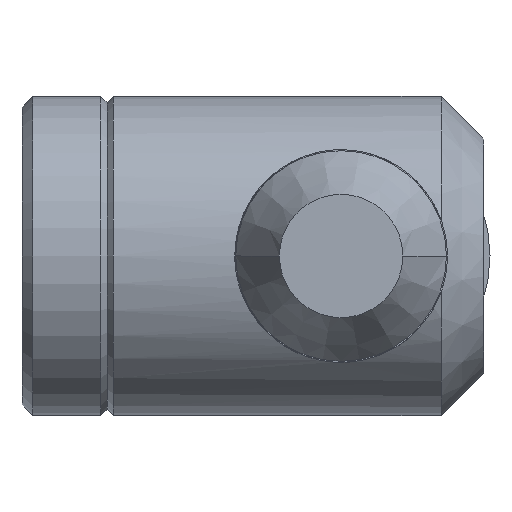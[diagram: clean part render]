
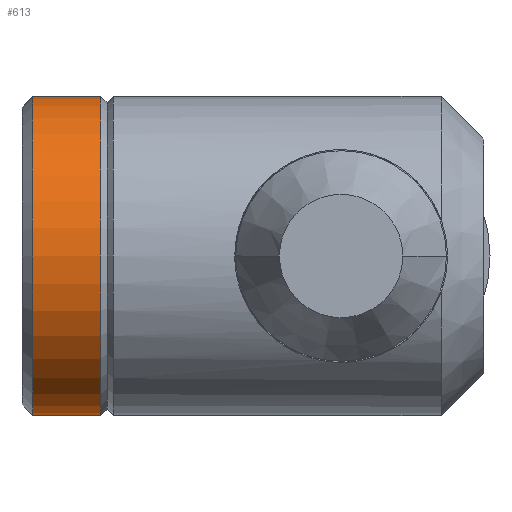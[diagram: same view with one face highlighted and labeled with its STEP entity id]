
A CAD part, left-side view. The second image highlights one B-rep face of the part: STEP entity #613.
In plain terms, the highlighted cylindrical face has radius 7.5 mm (diameter 15 mm), a partial arc.
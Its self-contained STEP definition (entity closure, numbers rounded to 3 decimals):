
#69 = DIRECTION ( 'NONE',  ( 0., 0., 1. ) ) ;
#83 = CARTESIAN_POINT ( 'NONE',  ( 0., 0., 0. ) ) ;
#119 = EDGE_CURVE ( 'NONE', #484, #1437, #394, .T. ) ;
#128 = EDGE_LOOP ( 'NONE', ( #287, #1154, #480, #964 ) ) ;
#168 = CARTESIAN_POINT ( 'NONE',  ( 0., -3.7, -7.5 ) ) ;
#254 = DIRECTION ( 'NONE',  ( 0., -1., 0. ) ) ;
#263 = LINE ( 'NONE', #1747, #610 ) ;
#287 = ORIENTED_EDGE ( 'NONE', *, *, #852, .T. ) ;
#394 = LINE ( 'NONE', #1942, #2110 ) ;
#480 = ORIENTED_EDGE ( 'NONE', *, *, #916, .F. ) ;
#484 = VERTEX_POINT ( 'NONE', #1537 ) ;
#572 = FACE_OUTER_BOUND ( 'NONE', #128, .T. ) ;
#591 = DIRECTION ( 'NONE',  ( 0., -1., 0. ) ) ;
#596 = DIRECTION ( 'NONE',  ( 0., 0., 1. ) ) ;
#610 = VECTOR ( 'NONE', #254, 1000. ) ;
#613 = ADVANCED_FACE ( 'NONE', ( #572 ), #2086, .T. ) ;
#627 = VERTEX_POINT ( 'NONE', #1557 ) ;
#852 = EDGE_CURVE ( 'NONE', #1501, #484, #2067, .T. ) ;
#916 = EDGE_CURVE ( 'NONE', #627, #1437, #1425, .T. ) ;
#951 = CARTESIAN_POINT ( 'NONE',  ( 0., -3.7, 0. ) ) ;
#964 = ORIENTED_EDGE ( 'NONE', *, *, #1118, .F. ) ;
#1095 = DIRECTION ( 'NONE',  ( 0., -1., 0. ) ) ;
#1114 = DIRECTION ( 'NONE',  ( 0., -1., 0. ) ) ;
#1118 = EDGE_CURVE ( 'NONE', #1501, #627, #263, .T. ) ;
#1154 = ORIENTED_EDGE ( 'NONE', *, *, #119, .T. ) ;
#1216 = AXIS2_PLACEMENT_3D ( 'NONE', #83, #591, #69 ) ;
#1220 = AXIS2_PLACEMENT_3D ( 'NONE', #1249, #1407, #1760 ) ;
#1249 = CARTESIAN_POINT ( 'NONE',  ( 0., -0.5, 0. ) ) ;
#1381 = CARTESIAN_POINT ( 'NONE',  ( 0., -0.5, 7.5 ) ) ;
#1407 = DIRECTION ( 'NONE',  ( 0., -1., 0. ) ) ;
#1425 = CIRCLE ( 'NONE', #1713, 7.5 ) ;
#1437 = VERTEX_POINT ( 'NONE', #168 ) ;
#1501 = VERTEX_POINT ( 'NONE', #1381 ) ;
#1537 = CARTESIAN_POINT ( 'NONE',  ( 0., -0.5, -7.5 ) ) ;
#1557 = CARTESIAN_POINT ( 'NONE',  ( 0., -3.7, 7.5 ) ) ;
#1713 = AXIS2_PLACEMENT_3D ( 'NONE', #951, #1114, #596 ) ;
#1747 = CARTESIAN_POINT ( 'NONE',  ( 0., 0., 7.5 ) ) ;
#1760 = DIRECTION ( 'NONE',  ( 0., 0., 1. ) ) ;
#1942 = CARTESIAN_POINT ( 'NONE',  ( 0., 0., -7.5 ) ) ;
#2067 = CIRCLE ( 'NONE', #1220, 7.5 ) ;
#2086 = CYLINDRICAL_SURFACE ( 'NONE', #1216, 7.5 ) ;
#2110 = VECTOR ( 'NONE', #1095, 1000. ) ;
